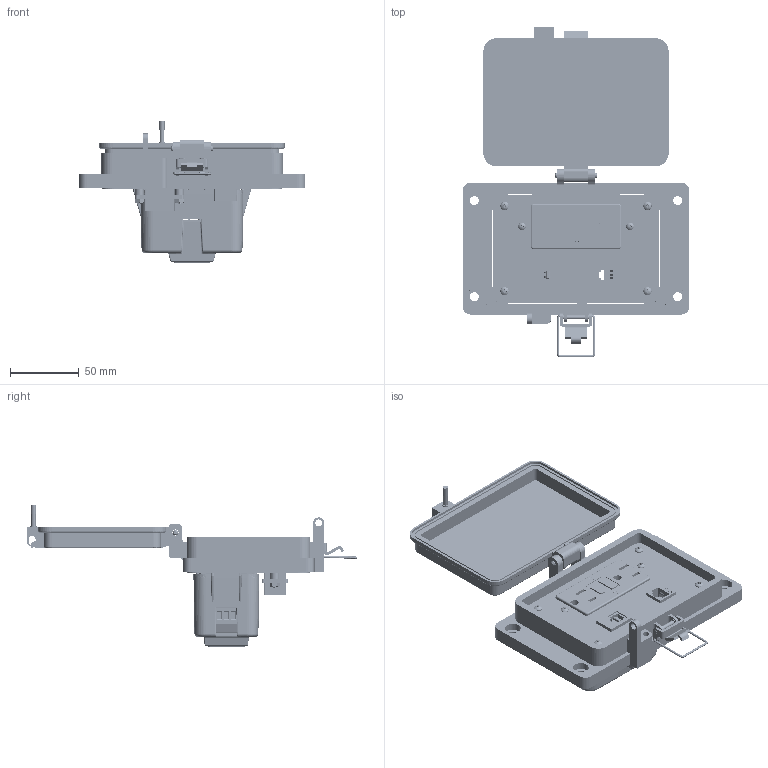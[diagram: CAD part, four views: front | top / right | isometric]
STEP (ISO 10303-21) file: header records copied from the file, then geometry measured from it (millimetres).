
FILE_DESCRIPTION (( 'STEP AP203' ), '1' );
FILE_NAME ('P-Q51R2-M3RF0_3D.STEP', '2022-08-05T15:19:02', ( '' ), ( '' ), 'SwSTEP 2.0', 'SolidWorks 2021', '' );
FILE_SCHEMA (( 'CONFIG_CONTROL_DESIGN' ));
Length unit declared in the file: millimetre
Products named in the file (20): R2; Z-H-M3_B; -M3; Z-300-RJ45CAT5; Z-200-OTLT-RIOF-15A_WOE; P-Q51R2-M3RF0_BP180_1; Z-000-44011_8FH_91771A116; Z-000-4243316TFP; P-Q51R2-M3RF0_3D; Z-001-SPR_11_16; Z-120-RIOF-SHELL_WOE; 92005A124_METRIC PAN HEAD PHILLIPS MACHINE SCREW_92005A124; P-Q51R2-M3RF0_FP060_1; Z-000-4-201_2PPHPLST_90380A110; Z-300-USB-AB-FF; RF_WOE; P-Q51R2-M3RF0_TP060_1; Z-002-4401_4HN_90675A005; Z-200-OTLT-GFIH-15A_sheared; Q51
Assembly tree (27 placements, depth 4):
  P-Q51R2-M3RF0_3D
    -M3
      Z-H-M3_B
    P-Q51R2-M3RF0_BP180_1
    P-Q51R2-M3RF0_FP060_1
    P-Q51R2-M3RF0_TP060_1
    Z-000-4243316TFP  x2
    Q51
      Z-300-USB-AB-FF
    Z-000-44011_8FH_91771A116  x2
    Z-001-SPR_11_16  x2
    Z-002-4401_4HN_90675A005  x2
    R2
      Z-300-RJ45CAT5
    RF_WOE
      Z-200-OTLT-RIOF-15A_WOE
        Z-120-RIOF-SHELL_WOE
        Z-200-OTLT-GFIH-15A_sheared
    Z-000-4-201_2PPHPLST_90380A110  x2
    92005A124_METRIC PAN HEAD PHILLIPS MACHINE SCREW_92005A124  x4
Bounding box: 164.96 x 240.59 x 103.95 mm (x, y, z)
Volume: 364242.5 mm3; surface area: 216749 mm2
Topology: 46 solids, 52 shells, 6579 faces, 17382 edges, 11107 vertices
Faces by surface type: plane 2510, cylinder 2401, bspline 1293, cone 236, torus 77, sphere 62
Entity records: 239373 total; most frequent: CARTESIAN_POINT 113388, ORIENTED_EDGE 28932, DIRECTION 20852, EDGE_CURVE 14466, VERTEX_POINT 9185, VECTOR 8212, LINE 8212, AXIS2_PLACEMENT_3D 6320
